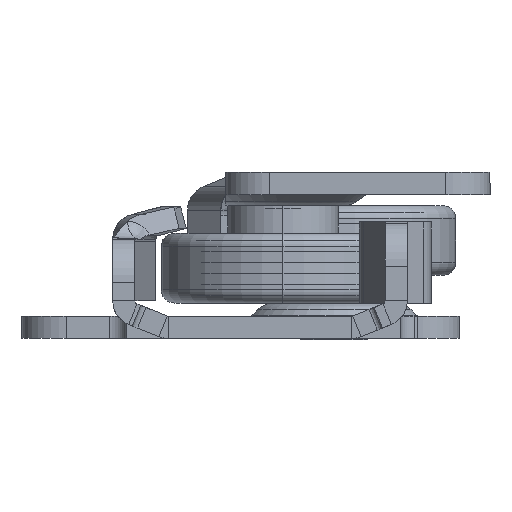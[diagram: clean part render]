
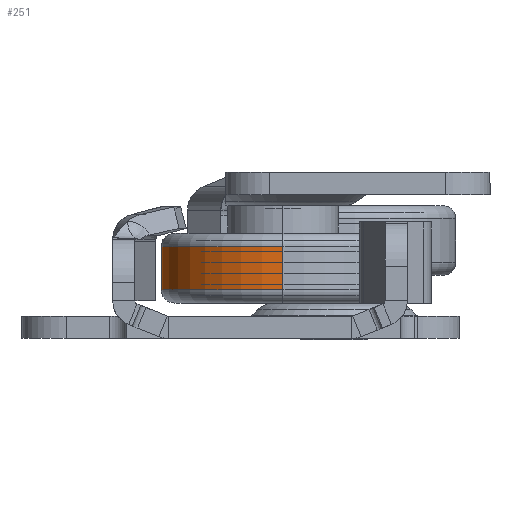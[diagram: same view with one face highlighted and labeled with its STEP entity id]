
A CAD part, left-side view. The second image highlights one B-rep face of the part: STEP entity #251.
In plain terms, the highlighted cylindrical face has radius 11 mm (diameter 22 mm), a partial arc.
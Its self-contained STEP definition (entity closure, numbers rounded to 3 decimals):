
#251 = ADVANCED_FACE ( 'NONE', ( #5927 ), #19666, .T. ) ;
#768 = DIRECTION ( 'NONE',  ( 0., 0., 1. ) ) ;
#4422 = LINE ( 'NONE', #11200, #21820 ) ;
#4627 = VERTEX_POINT ( 'NONE', #17449 ) ;
#5716 = ORIENTED_EDGE ( 'NONE', *, *, #6813, .T. ) ;
#5927 = FACE_OUTER_BOUND ( 'NONE', #22633, .T. ) ;
#6489 = CIRCLE ( 'NONE', #9784, 11. ) ;
#6553 = AXIS2_PLACEMENT_3D ( 'NONE', #11092, #16236, #768 ) ;
#6670 = EDGE_CURVE ( 'NONE', #8121, #4627, #4422, .T. ) ;
#6813 = EDGE_CURVE ( 'NONE', #8121, #21285, #6489, .T. ) ;
#7456 = AXIS2_PLACEMENT_3D ( 'NONE', #16520, #18351, #14873 ) ;
#8112 = VECTOR ( 'NONE', #16633, 1000. ) ;
#8121 = VERTEX_POINT ( 'NONE', #21690 ) ;
#9784 = AXIS2_PLACEMENT_3D ( 'NONE', #10393, #14050, #17661 ) ;
#10393 = CARTESIAN_POINT ( 'NONE',  ( 5.1, 0., 0. ) ) ;
#10518 = EDGE_CURVE ( 'NONE', #21285, #19695, #21668, .T. ) ;
#10692 = ORIENTED_EDGE ( 'NONE', *, *, #16741, .F. ) ;
#11092 = CARTESIAN_POINT ( 'NONE',  ( 0., 0., 0. ) ) ;
#11200 = CARTESIAN_POINT ( 'NONE',  ( 0., 0., -11. ) ) ;
#11388 = CARTESIAN_POINT ( 'NONE',  ( 0., 0., 11. ) ) ;
#14050 = DIRECTION ( 'NONE',  ( -1., 0., 0. ) ) ;
#14139 = ORIENTED_EDGE ( 'NONE', *, *, #6670, .F. ) ;
#14873 = DIRECTION ( 'NONE',  ( 0., 0., 1. ) ) ;
#15505 = CIRCLE ( 'NONE', #7456, 11. ) ;
#16236 = DIRECTION ( 'NONE',  ( -1., 0., 0. ) ) ;
#16520 = CARTESIAN_POINT ( 'NONE',  ( 1.2, 0., 0. ) ) ;
#16533 = DIRECTION ( 'NONE',  ( -1., 0., 0. ) ) ;
#16633 = DIRECTION ( 'NONE',  ( -1., 0., 0. ) ) ;
#16741 = EDGE_CURVE ( 'NONE', #4627, #19695, #15505, .T. ) ;
#17449 = CARTESIAN_POINT ( 'NONE',  ( 1.2, 0., -11. ) ) ;
#17661 = DIRECTION ( 'NONE',  ( 0., 0., 1. ) ) ;
#18351 = DIRECTION ( 'NONE',  ( -1., 0., 0. ) ) ;
#18370 = CARTESIAN_POINT ( 'NONE',  ( 1.2, 0., 11. ) ) ;
#19137 = ORIENTED_EDGE ( 'NONE', *, *, #10518, .T. ) ;
#19376 = CARTESIAN_POINT ( 'NONE',  ( 5.1, 0., 11. ) ) ;
#19666 = CYLINDRICAL_SURFACE ( 'NONE', #6553, 11. ) ;
#19695 = VERTEX_POINT ( 'NONE', #18370 ) ;
#21285 = VERTEX_POINT ( 'NONE', #19376 ) ;
#21668 = LINE ( 'NONE', #11388, #8112 ) ;
#21690 = CARTESIAN_POINT ( 'NONE',  ( 5.1, 0., -11. ) ) ;
#21820 = VECTOR ( 'NONE', #16533, 1000. ) ;
#22633 = EDGE_LOOP ( 'NONE', ( #14139, #5716, #19137, #10692 ) ) ;
